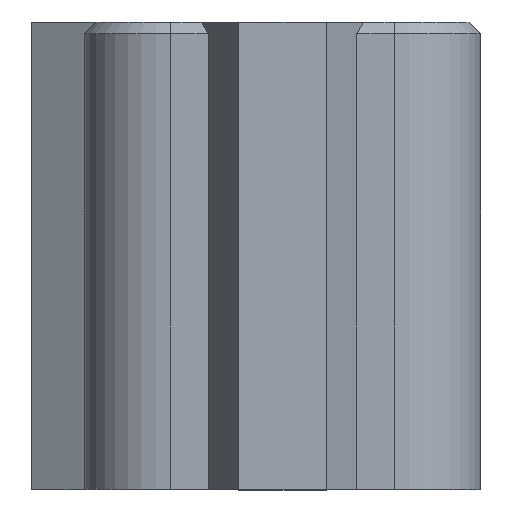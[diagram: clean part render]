
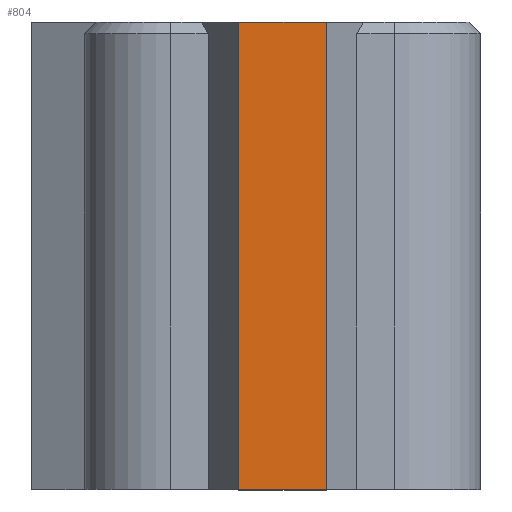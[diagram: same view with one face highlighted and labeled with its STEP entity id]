
A CAD part, top view. The second image highlights one B-rep face of the part: STEP entity #804.
In plain terms, the highlighted planar face has unit normal (0, 0, 1).
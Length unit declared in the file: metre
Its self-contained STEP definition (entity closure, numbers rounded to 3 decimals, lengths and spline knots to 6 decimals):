
#110=ORIENTED_EDGE('',*,*,#331,.F.);
#111=ORIENTED_EDGE('',*,*,#332,.F.);
#112=ORIENTED_EDGE('',*,*,#333,.T.);
#113=ORIENTED_EDGE('',*,*,#328,.T.);
#328=EDGE_CURVE('',#435,#434,#519,.T.);
#331=EDGE_CURVE('',#437,#434,#522,.T.);
#332=EDGE_CURVE('',#438,#437,#523,.T.);
#333=EDGE_CURVE('',#438,#435,#524,.T.);
#434=VERTEX_POINT('',#1244);
#435=VERTEX_POINT('',#1246);
#437=VERTEX_POINT('',#1252);
#438=VERTEX_POINT('',#1254);
#519=LINE('',#1245,#608);
#522=LINE('',#1251,#611);
#523=LINE('',#1253,#612);
#524=LINE('',#1255,#613);
#608=VECTOR('',#991,1.);
#611=VECTOR('',#996,1.);
#612=VECTOR('',#997,1.);
#613=VECTOR('',#998,1.);
#665=EDGE_LOOP('',(#110,#111,#112,#113));
#720=FACE_BOUND('',#665,.T.);
#775=PLANE('',#861);
#804=ADVANCED_FACE('',(#720),#775,.T.);
#861=AXIS2_PLACEMENT_3D('',#1250,#994,#995);
#991=DIRECTION('',(0.,-1.,0.));
#994=DIRECTION('',(0.,0.,1.));
#995=DIRECTION('',(0.,-1.,0.));
#996=DIRECTION('',(-1.,0.,0.));
#997=DIRECTION('',(0.,-1.,0.));
#998=DIRECTION('',(-1.,0.,0.));
#1244=CARTESIAN_POINT('',(-0.0038,0.01665,0.0218));
#1245=CARTESIAN_POINT('',(-0.0038,0.0572,0.0218));
#1246=CARTESIAN_POINT('',(-0.0038,0.0572,0.0218));
#1250=CARTESIAN_POINT('',(0.,0.0572,0.0218));
#1251=CARTESIAN_POINT('',(0.,0.01665,0.0218));
#1252=CARTESIAN_POINT('',(0.0038,0.01665,0.0218));
#1253=CARTESIAN_POINT('',(0.0038,0.0572,0.0218));
#1254=CARTESIAN_POINT('',(0.0038,0.0572,0.0218));
#1255=CARTESIAN_POINT('',(0.,0.0572,0.0218));
